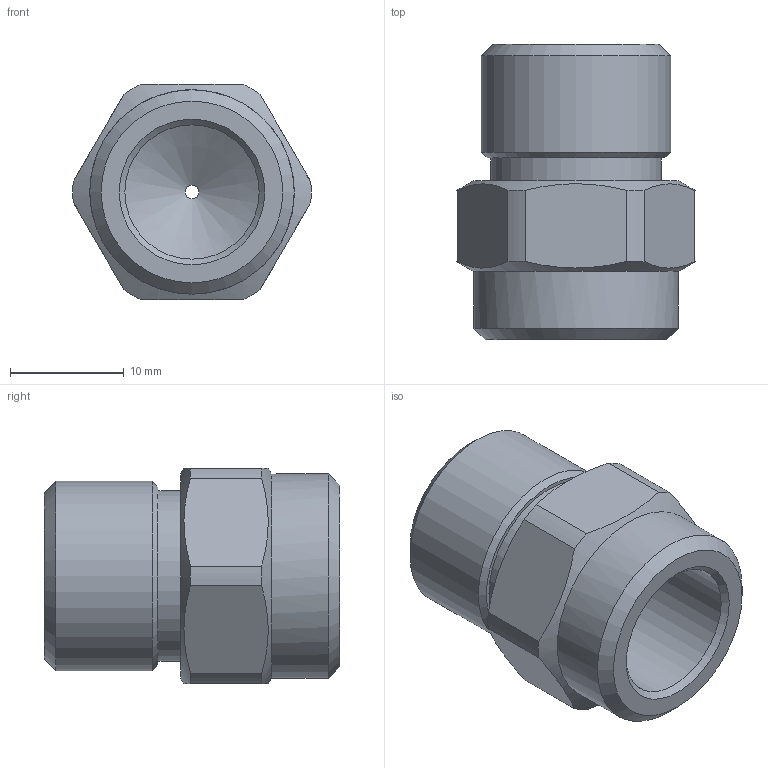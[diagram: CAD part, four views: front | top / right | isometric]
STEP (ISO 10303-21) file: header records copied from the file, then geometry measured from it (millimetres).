
FILE_DESCRIPTION(/* description */ ('Unknown'),/* implementation_level */ '2;1');
FILE_NAME(/* name */ '040002240',/* time_stamp */ '2021-01-21T13:21:56+01:00',/* author */ ('Unknown'),/* organization */ ('Unknown'),/* preprocessor_version */ 'ST-DEVELOPER v16.7',/* originating_system */ 'Solid Edge',/* authorisation */ 'Unknown');
FILE_SCHEMA (('AUTOMOTIVE_DESIGN {1 0 10303 214 3 1 1}'));
Length unit declared in the file: millimetre
Products named in the file (1): Part17
Bounding box: 20.99 x 26 x 19 mm (x, y, z)
Volume: 4409.2 mm3; surface area: 2636.1 mm2
Topology: 1 solids, 1 shells, 28 faces, 65 edges, 41 vertices
Faces by surface type: plane 10, cylinder 10, cone 8
Full cylindrical faces by diameter (mm): 11.82 x1, 15 x1, 16.66 x1, 18 x1
Entity records: 970 total; most frequent: CARTESIAN_POINT 167, DIRECTION 124, ORIENTED_EDGE 102, AXIS2_PLACEMENT_3D 56, EDGE_CURVE 51, EDGE_LOOP 44, FACE_BOUND 44, VERTEX_POINT 39
